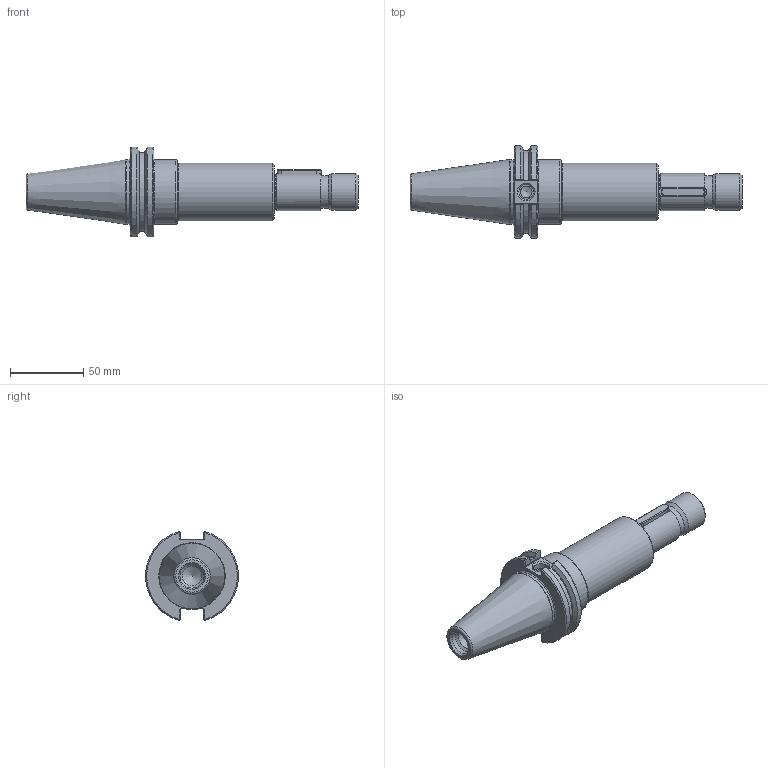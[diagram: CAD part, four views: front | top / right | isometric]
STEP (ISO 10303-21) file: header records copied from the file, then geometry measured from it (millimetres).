
FILE_DESCRIPTION(/* description */ (''),/* implementation_level */ '2;1');
FILE_NAME(/* name */ 'C40-10SA4.stp',/* time_stamp */ '2021-04-08T15:40:06-04:00',/* author */ ('dalloco'),/* organization */ (''),/* preprocessor_version */ 'ST-DEVELOPER v16.13',/* originating_system */ 'Autodesk Inventor 2018',/* authorisation */ '');
FILE_SCHEMA (('AUTOMOTIVE_DESIGN { 1 0 10303 214 3 1 1 }'));
Length unit declared in the file: inch
Products named in the file (3): C40-10SA4; C40-10SA4_1; SAK-10
Assembly tree (2 placements, depth 2):
  C40-10SA4
    C40-10SA4_1
    SAK-10
Bounding box: 227 x 63.26 x 61.11 mm (x, y, z)
Volume: 238475 mm3; surface area: 35468 mm2
Topology: 2 solids, 2 shells, 120 faces, 303 edges, 191 vertices
Faces by surface type: plane 46, cylinder 34, cone 26, bspline 8, torus 6
Full cylindrical faces by diameter (mm): 2.778 x1, 8 x1, 10.135 x1, 13.386 x1, 16.459 x1, 22.352 x1, 23.873 x1, 25.222 x1, 39.624 x1, 43.942 x1, 44.45 x1
Entity records: 4581 total; most frequent: CARTESIAN_POINT 1699, DIRECTION 550, ORIENTED_EDGE 528, EDGE_CURVE 264, AXIS2_PLACEMENT_3D 219, VERTEX_POINT 182, EDGE_LOOP 154, FACE_OUTER_BOUND 120
